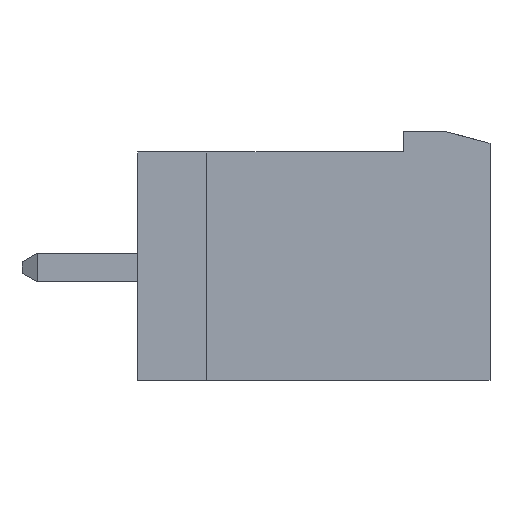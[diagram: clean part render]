
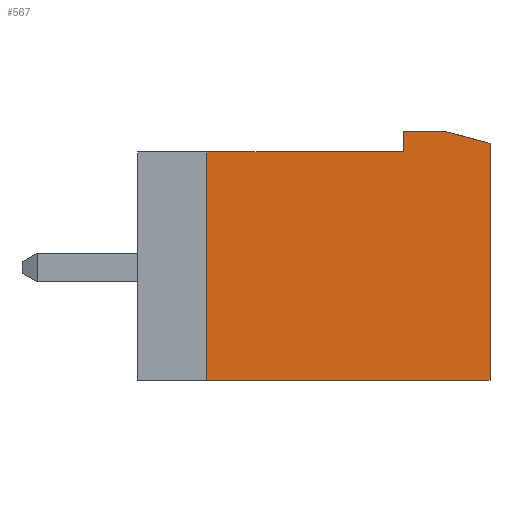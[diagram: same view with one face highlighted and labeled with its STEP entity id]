
A CAD part, front view. The second image highlights one B-rep face of the part: STEP entity #567.
In plain terms, the highlighted planar face has unit normal (0, -1, 0).
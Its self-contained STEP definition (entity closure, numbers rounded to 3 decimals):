
#567 = ADVANCED_FACE( '', ( #1643 ), #1644, .F. );
#1643 = FACE_OUTER_BOUND( '', #3289, .T. );
#1644 = PLANE( '', #3290 );
#3289 = EDGE_LOOP( '', ( #4974, #4975, #4976, #4977, #4978, #4979, #4980 ) );
#3290 = AXIS2_PLACEMENT_3D( '', #4981, #4982, #4983 );
#4974 = ORIENTED_EDGE( '', *, *, #9632, .T. );
#4975 = ORIENTED_EDGE( '', *, *, #9633, .T. );
#4976 = ORIENTED_EDGE( '', *, *, #9634, .T. );
#4977 = ORIENTED_EDGE( '', *, *, #9635, .T. );
#4978 = ORIENTED_EDGE( '', *, *, #9636, .T. );
#4979 = ORIENTED_EDGE( '', *, *, #9637, .T. );
#4980 = ORIENTED_EDGE( '', *, *, #9638, .T. );
#4981 = CARTESIAN_POINT( '', ( 0., -77.2, 240.7 ) );
#4982 = DIRECTION( '', ( 0., 1., 0. ) );
#4983 = DIRECTION( '', ( -1., 0., 0. ) );
#9632 = EDGE_CURVE( '', #11484, #11485, #11486, .T. );
#9633 = EDGE_CURVE( '', #11485, #11487, #11488, .T. );
#9634 = EDGE_CURVE( '', #11487, #11489, #11490, .T. );
#9635 = EDGE_CURVE( '', #11489, #11491, #11492, .T. );
#9636 = EDGE_CURVE( '', #11491, #11493, #11494, .T. );
#9637 = EDGE_CURVE( '', #11493, #11495, #11496, .T. );
#9638 = EDGE_CURVE( '', #11495, #11484, #11497, .T. );
#11484 = VERTEX_POINT( '', #14165 );
#11485 = VERTEX_POINT( '', #14166 );
#11486 = LINE( '', #14167, #14168 );
#11487 = VERTEX_POINT( '', #14169 );
#11488 = LINE( '', #14170, #14171 );
#11489 = VERTEX_POINT( '', #14172 );
#11490 = LINE( '', #14173, #14174 );
#11491 = VERTEX_POINT( '', #14175 );
#11492 = LINE( '', #14176, #14177 );
#11493 = VERTEX_POINT( '', #14178 );
#11494 = LINE( '', #14179, #14180 );
#11495 = VERTEX_POINT( '', #14181 );
#11496 = LINE( '', #14182, #14183 );
#11497 = LINE( '', #14184, #14185 );
#14165 = CARTESIAN_POINT( '', ( 0., -77.2, 240.7 ) );
#14166 = CARTESIAN_POINT( '', ( 0., -77.2, 240. ) );
#14167 = CARTESIAN_POINT( '', ( 0., -77.2, 240.2 ) );
#14168 = VECTOR( '', #18012, 1000. );
#14169 = CARTESIAN_POINT( '', ( -6.8, -77.2, 240. ) );
#14170 = CARTESIAN_POINT( '', ( -6.8, -77.2, 240. ) );
#14171 = VECTOR( '', #18013, 1000. );
#14172 = CARTESIAN_POINT( '', ( -6.8, -77.2, 232.1 ) );
#14173 = CARTESIAN_POINT( '', ( -6.8, -77.2, 232.1 ) );
#14174 = VECTOR( '', #18014, 1000. );
#14175 = CARTESIAN_POINT( '', ( 3., -77.2, 232.1 ) );
#14176 = CARTESIAN_POINT( '', ( 3., -77.2, 232.1 ) );
#14177 = VECTOR( '', #18015, 1000. );
#14178 = CARTESIAN_POINT( '', ( 3., -77.2, 240.3 ) );
#14179 = CARTESIAN_POINT( '', ( 3., -77.2, 240.3 ) );
#14180 = VECTOR( '', #18016, 1000. );
#14181 = CARTESIAN_POINT( '', ( 1.507, -77.2, 240.7 ) );
#14182 = CARTESIAN_POINT( '', ( 1.507, -77.2, 240.7 ) );
#14183 = VECTOR( '', #18017, 1000. );
#14184 = CARTESIAN_POINT( '', ( 0., -77.2, 240.7 ) );
#14185 = VECTOR( '', #18018, 1000. );
#18012 = DIRECTION( '', ( 0., 0., -1. ) );
#18013 = DIRECTION( '', ( -1., 0., 0. ) );
#18014 = DIRECTION( '', ( 0., 0., -1. ) );
#18015 = DIRECTION( '', ( 1., 0., 0. ) );
#18016 = DIRECTION( '', ( 0., 0., 1. ) );
#18017 = DIRECTION( '', ( -0.966, 0., 0.259 ) );
#18018 = DIRECTION( '', ( -1., 0., 0. ) );
